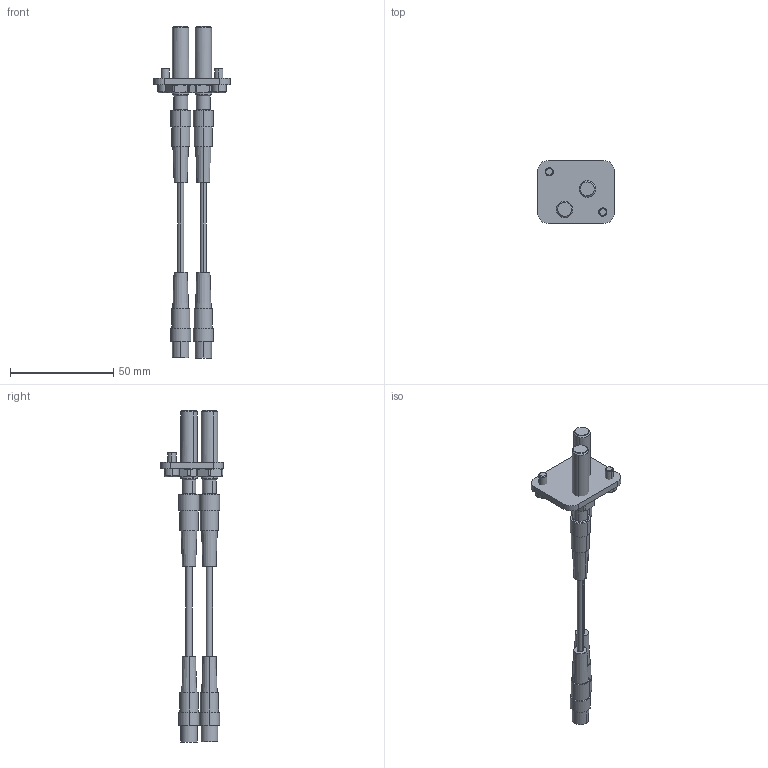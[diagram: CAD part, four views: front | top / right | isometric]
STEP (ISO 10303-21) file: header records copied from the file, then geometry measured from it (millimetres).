
FILE_DESCRIPTION (( 'STEP AP203' ), '1' );
FILE_NAME ('P6789.STEP', '2018-11-30T12:40:52', ( 'rsp' ), ( 'Hewlett-Packard Company' ), 'SwSTEP 2.0', 'SolidWorks 2017', '' );
FILE_SCHEMA (( 'CONFIG_CONTROL_DESIGN' ));
Length unit declared in the file: millimetre
Products named in the file (1): P6789
Bounding box: 37 x 30.5 x 160.95 mm (x, y, z)
Volume: 17250.7 mm3; surface area: 12083.4 mm2
Topology: 9 solids, 9 shells, 310 faces, 718 edges, 460 vertices
Faces by surface type: plane 136, cylinder 118, cone 52, torus 4
Entity records: 9041 total; most frequent: CARTESIAN_POINT 1841, DIRECTION 1526, ORIENTED_EDGE 1436, EDGE_CURVE 718, AXIS2_PLACEMENT_3D 581, VERTEX_POINT 460, VECTOR 364, LINE 364
